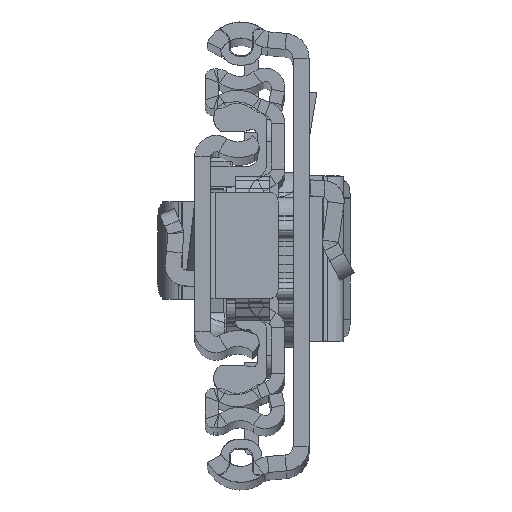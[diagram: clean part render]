
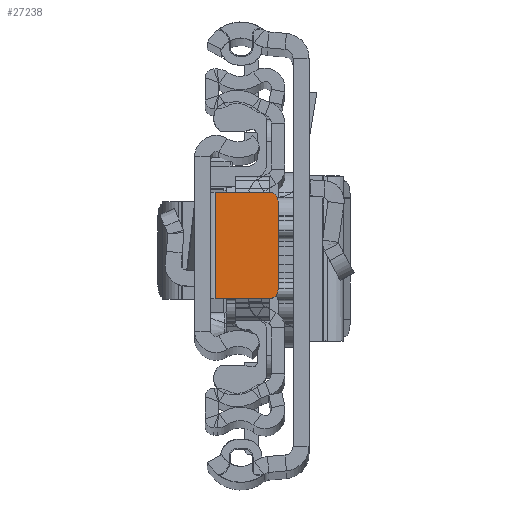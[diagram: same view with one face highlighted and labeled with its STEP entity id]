
A CAD part, top view. The second image highlights one B-rep face of the part: STEP entity #27238.
In plain terms, the highlighted planar face has unit normal (0, 0, 1).
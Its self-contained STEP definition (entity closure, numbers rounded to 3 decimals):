
#591 = DIRECTION ( 'NONE',  ( 0., 0., 1. ) ) ;
#726 = LINE ( 'NONE', #24230, #5900 ) ;
#1564 = VECTOR ( 'NONE', #17915, 1000. ) ;
#1888 = ORIENTED_EDGE ( 'NONE', *, *, #27371, .T. ) ;
#2564 = ORIENTED_EDGE ( 'NONE', *, *, #2608, .F. ) ;
#2608 = EDGE_CURVE ( 'NONE', #5251, #8074, #29435, .T. ) ;
#3599 = VERTEX_POINT ( 'NONE', #10521 ) ;
#5251 = VERTEX_POINT ( 'NONE', #9006 ) ;
#5569 = CARTESIAN_POINT ( 'NONE',  ( 0., 0., -6.8 ) ) ;
#5616 = LINE ( 'NONE', #28815, #5813 ) ;
#5643 = DIRECTION ( 'NONE',  ( -1., 0., 0. ) ) ;
#5711 = CARTESIAN_POINT ( 'NONE',  ( -8.4, -4.849, -6.8 ) ) ;
#5774 = ORIENTED_EDGE ( 'NONE', *, *, #29617, .F. ) ;
#5813 = VECTOR ( 'NONE', #21858, 1000. ) ;
#5832 = AXIS2_PLACEMENT_3D ( 'NONE', #5711, #29055, #28762 ) ;
#5900 = VECTOR ( 'NONE', #9934, 1000. ) ;
#6676 = ORIENTED_EDGE ( 'NONE', *, *, #9947, .T. ) ;
#8074 = VERTEX_POINT ( 'NONE', #26334 ) ;
#8627 = CARTESIAN_POINT ( 'NONE',  ( -9.4, 6.151, -6.8 ) ) ;
#9006 = CARTESIAN_POINT ( 'NONE',  ( -9.4, -4.849, -6.8 ) ) ;
#9934 = DIRECTION ( 'NONE',  ( 0., -1., 0. ) ) ;
#9947 = EDGE_CURVE ( 'NONE', #5251, #3599, #14537, .T. ) ;
#10249 = PLANE ( 'NONE',  #13015 ) ;
#10521 = CARTESIAN_POINT ( 'NONE',  ( -8.4, -5.849, -6.8 ) ) ;
#11137 = EDGE_CURVE ( 'NONE', #12426, #3599, #14750, .T. ) ;
#12426 = VERTEX_POINT ( 'NONE', #23931 ) ;
#13015 = AXIS2_PLACEMENT_3D ( 'NONE', #5569, #591, #19098 ) ;
#13809 = VERTEX_POINT ( 'NONE', #19799 ) ;
#14115 = ORIENTED_EDGE ( 'NONE', *, *, #11137, .F. ) ;
#14513 = CIRCLE ( 'NONE', #29033, 1. ) ;
#14537 = CIRCLE ( 'NONE', #5832, 1. ) ;
#14750 = LINE ( 'NONE', #26441, #17614 ) ;
#15835 = EDGE_CURVE ( 'NONE', #17174, #12426, #726, .T. ) ;
#17174 = VERTEX_POINT ( 'NONE', #28813 ) ;
#17614 = VECTOR ( 'NONE', #5643, 1000. ) ;
#17633 = ORIENTED_EDGE ( 'NONE', *, *, #15835, .F. ) ;
#17915 = DIRECTION ( 'NONE',  ( 0., 1., 0. ) ) ;
#19098 = DIRECTION ( 'NONE',  ( 1., 0., 0. ) ) ;
#19799 = CARTESIAN_POINT ( 'NONE',  ( -8.4, 6.151, -6.8 ) ) ;
#21668 = FACE_OUTER_BOUND ( 'NONE', #24045, .T. ) ;
#21858 = DIRECTION ( 'NONE',  ( 1., 0., 0. ) ) ;
#23179 = DIRECTION ( 'NONE',  ( 1., 0., 0. ) ) ;
#23328 = DIRECTION ( 'NONE',  ( 0., 0., 1. ) ) ;
#23931 = CARTESIAN_POINT ( 'NONE',  ( -2.3, -5.849, -6.8 ) ) ;
#24045 = EDGE_LOOP ( 'NONE', ( #2564, #6676, #14115, #17633, #5774, #1888 ) ) ;
#24230 = CARTESIAN_POINT ( 'NONE',  ( -2.3, 6.151, -6.8 ) ) ;
#25137 = CARTESIAN_POINT ( 'NONE',  ( -8.4, 5.151, -6.8 ) ) ;
#26334 = CARTESIAN_POINT ( 'NONE',  ( -9.4, 5.151, -6.8 ) ) ;
#26441 = CARTESIAN_POINT ( 'NONE',  ( -9.4, -5.849, -6.8 ) ) ;
#27238 = ADVANCED_FACE ( 'NONE', ( #21668 ), #10249, .T. ) ;
#27371 = EDGE_CURVE ( 'NONE', #13809, #8074, #14513, .T. ) ;
#28762 = DIRECTION ( 'NONE',  ( 1., 0., 0. ) ) ;
#28813 = CARTESIAN_POINT ( 'NONE',  ( -2.3, 6.151, -6.8 ) ) ;
#28815 = CARTESIAN_POINT ( 'NONE',  ( -1.8, 6.151, -6.8 ) ) ;
#29033 = AXIS2_PLACEMENT_3D ( 'NONE', #25137, #23328, #23179 ) ;
#29055 = DIRECTION ( 'NONE',  ( 0., 0., 1. ) ) ;
#29435 = LINE ( 'NONE', #8627, #1564 ) ;
#29617 = EDGE_CURVE ( 'NONE', #13809, #17174, #5616, .T. ) ;
